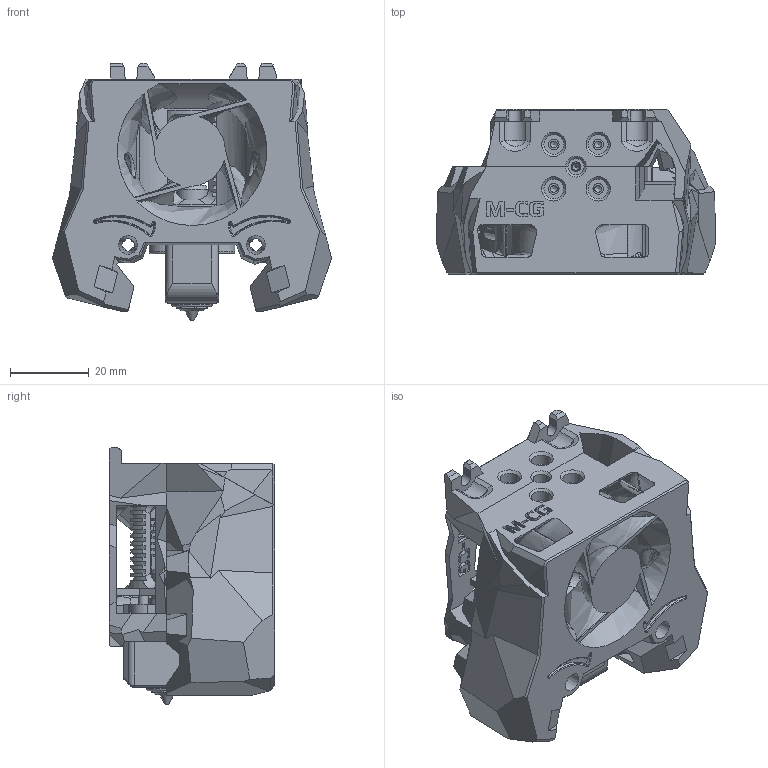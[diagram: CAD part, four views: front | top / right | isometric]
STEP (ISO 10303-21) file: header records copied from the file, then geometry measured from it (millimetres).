
FILE_DESCRIPTION(/* description */ (''),/* implementation_level */ '2;1');
FILE_NAME(/* name */ 'Stealthburner_Printhead_Crazy_Dragon.step',/* time_stamp */ '2022-08-16T19:22:03+12:00',/* author */ (''),/* organization */ (''),/* preprocessor_version */ 'ST-DEVELOPER v19',/* originating_system */ 'Autodesk Translation Framework v11.7.0.108',/* authorisation */ '');
FILE_SCHEMA (('AUTOMOTIVE_DESIGN { 1 0 10303 214 3 1 1 }'));
Products named in the file (15): Stealthburner_Printhead_Crazy_Dragon; SBCrazyDragon TH Front; SBCrazyDragon TH Rear; CrazyDragonHotend; Heatsink; SupportPin (1); SupportPin (2); SupportPin (3); TubeHeatSink; HeatBreak; SupportPin; Tube; Block; Nozzle; Sock
Assembly tree (14 placements, depth 4):
  Stealthburner_Printhead_Crazy_Dragon
    SBCrazyDragon TH Front
    SBCrazyDragon TH Rear
    CrazyDragonHotend
      Heatsink
        SupportPin (1)
        SupportPin (2)
        SupportPin (3)
        TubeHeatSink
        HeatBreak
        SupportPin
        Tube
      Block
        Nozzle
      Sock
Bounding box: 71.07 x 42 x 65.5 mm (x, y, z)
Volume: 62382.1 mm3; surface area: 48114.4 mm2
Topology: 14 solids, 14 shells, 1854 faces, 5361 edges, 3535 vertices
Faces by surface type: plane 1017, cylinder 366, bspline 327, cone 112, torus 29, sphere 3
Full cylindrical faces by diameter (mm): 0.4 x1, 1.75 x4, 1.9 x1, 2 x1, 2.3 x4, 2.35 x4, 2.4 x4, 2.5 x15, 2.6 x2, 2.7 x4, 3.1 x1, 3.2 x2, 3.4 x8, 4.1 x1, 4.6 x2, 4.7 x3, 5 x4, 5.188 x1, 5.5 x7, 5.788 x1, 6 x16, 7.8 x1, 8 x2, 9 x1, 10 x6, 10.3 x1, 12 x1, 22 x1, 22.2 x1
Entity records: 94121 total; most frequent: CARTESIAN_POINT 46931, ORIENTED_EDGE 10646, DIRECTION 8267, EDGE_CURVE 5323, VERTEX_POINT 3535, LINE 3087, VECTOR 3087, AXIS2_PLACEMENT_3D 2590
